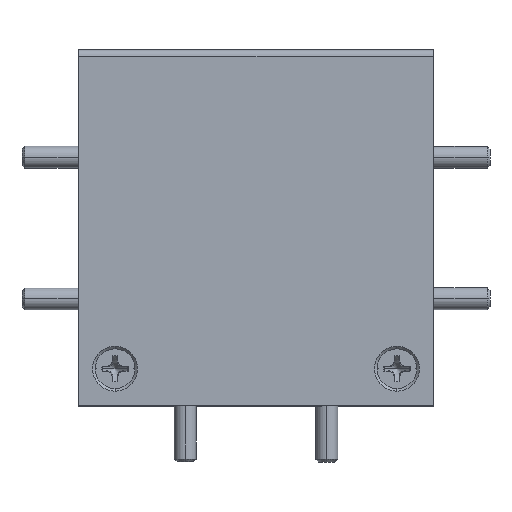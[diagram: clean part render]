
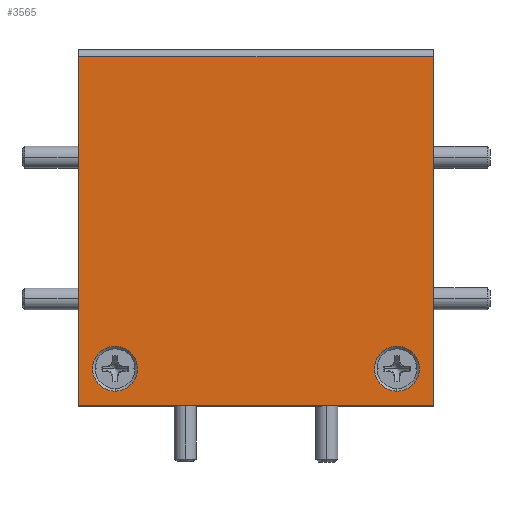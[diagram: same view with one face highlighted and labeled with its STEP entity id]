
A CAD part, top view. The second image highlights one B-rep face of the part: STEP entity #3565.
In plain terms, the highlighted planar face has unit normal (0, 0, 1).
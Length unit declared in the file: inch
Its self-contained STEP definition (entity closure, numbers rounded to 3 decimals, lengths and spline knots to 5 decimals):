
#318 = FACE_BOUND ( 'NONE', #25638, .T. ) ;
#654 = CIRCLE ( 'NONE', #16846, 0.06299 ) ;
#987 = VERTEX_POINT ( 'NONE', #4422 ) ;
#1676 = DIRECTION ( 'NONE',  ( 0., -1., 0. ) ) ;
#1748 = EDGE_LOOP ( 'NONE', ( #6884, #25002 ) ) ;
#2239 = CARTESIAN_POINT ( 'NONE',  ( 0.40284, -0.40854, 1.74016 ) ) ;
#2364 = CARTESIAN_POINT ( 'NONE',  ( -0.49126, -0.24358, 1.74016 ) ) ;
#2515 = EDGE_LOOP ( 'NONE', ( #23468, #19930, #24646, #7737 ) ) ;
#2713 = CARTESIAN_POINT ( 'NONE',  ( -0.59323, 0.5698, 1.74016 ) ) ;
#2760 = ORIENTED_EDGE ( 'NONE', *, *, #25750, .F. ) ;
#3211 = DIRECTION ( 'NONE',  ( 0., -1., 0. ) ) ;
#3565 = ADVANCED_FACE ( 'NONE', ( #22727, #318, #11336 ), #15967, .F. ) ;
#3689 = CARTESIAN_POINT ( 'NONE',  ( -0.49126, -0.30657, 1.74016 ) ) ;
#4422 = CARTESIAN_POINT ( 'NONE',  ( 0.40284, 0.5698, 1.74016 ) ) ;
#4493 = CARTESIAN_POINT ( 'NONE',  ( 0.30087, -0.30657, 1.74016 ) ) ;
#5126 = EDGE_CURVE ( 'NONE', #987, #5485, #27335, .T. ) ;
#5385 = VECTOR ( 'NONE', #12048, 39.37008 ) ;
#5485 = VERTEX_POINT ( 'NONE', #2239 ) ;
#6884 = ORIENTED_EDGE ( 'NONE', *, *, #21204, .F. ) ;
#7133 = CARTESIAN_POINT ( 'NONE',  ( 0.40284, 0.5698, 1.74016 ) ) ;
#7737 = ORIENTED_EDGE ( 'NONE', *, *, #19287, .T. ) ;
#7843 = EDGE_CURVE ( 'NONE', #23355, #16821, #10023, .T. ) ;
#7937 = DIRECTION ( 'NONE',  ( 0., 0., 1. ) ) ;
#8266 = DIRECTION ( 'NONE',  ( 0., 0., 1. ) ) ;
#8325 = AXIS2_PLACEMENT_3D ( 'NONE', #3689, #23045, #27250 ) ;
#8823 = DIRECTION ( 'NONE',  ( -1., 0., 0. ) ) ;
#9700 = AXIS2_PLACEMENT_3D ( 'NONE', #22497, #14134, #24782 ) ;
#10023 = LINE ( 'NONE', #16805, #18667 ) ;
#10703 = AXIS2_PLACEMENT_3D ( 'NONE', #27209, #20711, #22450 ) ;
#10912 = VECTOR ( 'NONE', #24688, 39.37008 ) ;
#11218 = AXIS2_PLACEMENT_3D ( 'NONE', #21325, #7937, #1676 ) ;
#11249 = LINE ( 'NONE', #26126, #18153 ) ;
#11336 = FACE_OUTER_BOUND ( 'NONE', #2515, .T. ) ;
#12048 = DIRECTION ( 'NONE',  ( 0., -1., 0. ) ) ;
#12594 = VERTEX_POINT ( 'NONE', #2364 ) ;
#13383 = CIRCLE ( 'NONE', #8325, 0.06299 ) ;
#13802 = ORIENTED_EDGE ( 'NONE', *, *, #28430, .F. ) ;
#14134 = DIRECTION ( 'NONE',  ( 0., 0., 1. ) ) ;
#15567 = VERTEX_POINT ( 'NONE', #17978 ) ;
#15967 = PLANE ( 'NONE',  #10703 ) ;
#16805 = CARTESIAN_POINT ( 'NONE',  ( -0.59323, -0.41051, 1.74016 ) ) ;
#16821 = VERTEX_POINT ( 'NONE', #25979 ) ;
#16846 = AXIS2_PLACEMENT_3D ( 'NONE', #4493, #8266, #17085 ) ;
#17085 = DIRECTION ( 'NONE',  ( 0., -1., 0. ) ) ;
#17539 = CIRCLE ( 'NONE', #9700, 0.06299 ) ;
#17978 = CARTESIAN_POINT ( 'NONE',  ( 0.30087, -0.36957, 1.74016 ) ) ;
#18153 = VECTOR ( 'NONE', #8823, 39.37008 ) ;
#18667 = VECTOR ( 'NONE', #3211, 39.37008 ) ;
#19287 = EDGE_CURVE ( 'NONE', #987, #23355, #26878, .T. ) ;
#19930 = ORIENTED_EDGE ( 'NONE', *, *, #24202, .F. ) ;
#20090 = CARTESIAN_POINT ( 'NONE',  ( -0.49126, -0.36957, 1.74016 ) ) ;
#20711 = DIRECTION ( 'NONE',  ( 0., 0., -1. ) ) ;
#21126 = VERTEX_POINT ( 'NONE', #24072 ) ;
#21204 = EDGE_CURVE ( 'NONE', #28161, #12594, #13383, .T. ) ;
#21325 = CARTESIAN_POINT ( 'NONE',  ( -0.49126, -0.30657, 1.74016 ) ) ;
#22450 = DIRECTION ( 'NONE',  ( -1., 0., 0. ) ) ;
#22497 = CARTESIAN_POINT ( 'NONE',  ( 0.30087, -0.30657, 1.74016 ) ) ;
#22727 = FACE_BOUND ( 'NONE', #1748, .T. ) ;
#23045 = DIRECTION ( 'NONE',  ( 0., 0., 1. ) ) ;
#23355 = VERTEX_POINT ( 'NONE', #2713 ) ;
#23468 = ORIENTED_EDGE ( 'NONE', *, *, #7843, .T. ) ;
#23652 = CIRCLE ( 'NONE', #11218, 0.06299 ) ;
#24072 = CARTESIAN_POINT ( 'NONE',  ( 0.30087, -0.24358, 1.74016 ) ) ;
#24202 = EDGE_CURVE ( 'NONE', #5485, #16821, #11249, .T. ) ;
#24368 = EDGE_CURVE ( 'NONE', #12594, #28161, #23652, .T. ) ;
#24646 = ORIENTED_EDGE ( 'NONE', *, *, #5126, .F. ) ;
#24688 = DIRECTION ( 'NONE',  ( -1., 0., 0. ) ) ;
#24782 = DIRECTION ( 'NONE',  ( 0., -1., 0. ) ) ;
#25002 = ORIENTED_EDGE ( 'NONE', *, *, #24368, .F. ) ;
#25638 = EDGE_LOOP ( 'NONE', ( #2760, #13802 ) ) ;
#25750 = EDGE_CURVE ( 'NONE', #15567, #21126, #654, .T. ) ;
#25979 = CARTESIAN_POINT ( 'NONE',  ( -0.59323, -0.40854, 1.74016 ) ) ;
#26126 = CARTESIAN_POINT ( 'NONE',  ( 0.40284, -0.40854, 1.74016 ) ) ;
#26878 = LINE ( 'NONE', #7133, #10912 ) ;
#27051 = CARTESIAN_POINT ( 'NONE',  ( 0.40284, -0.41051, 1.74016 ) ) ;
#27209 = CARTESIAN_POINT ( 'NONE',  ( 0.40284, -0.41051, 1.74016 ) ) ;
#27250 = DIRECTION ( 'NONE',  ( 0., -1., 0. ) ) ;
#27335 = LINE ( 'NONE', #27051, #5385 ) ;
#28161 = VERTEX_POINT ( 'NONE', #20090 ) ;
#28430 = EDGE_CURVE ( 'NONE', #21126, #15567, #17539, .T. ) ;
